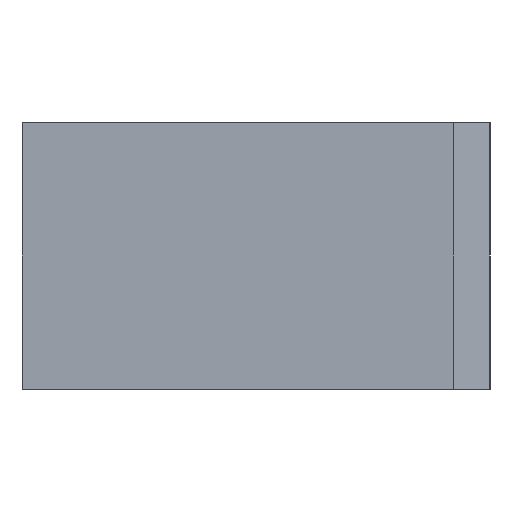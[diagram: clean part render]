
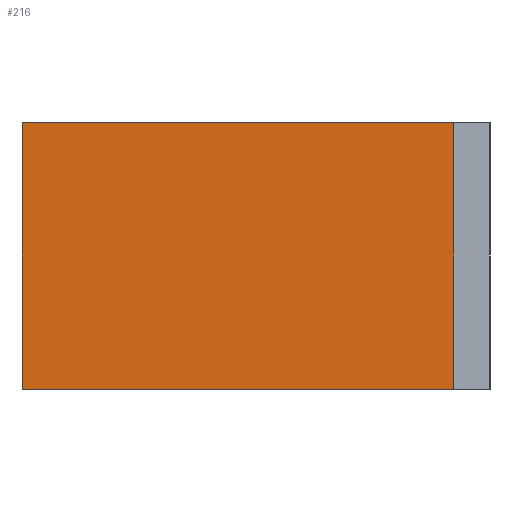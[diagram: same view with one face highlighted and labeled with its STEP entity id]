
A CAD part, front view. The second image highlights one B-rep face of the part: STEP entity #216.
In plain terms, the highlighted face is a extrusion surface.
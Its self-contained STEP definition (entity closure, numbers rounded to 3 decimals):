
#40=CARTESIAN_POINT('Vertex',(387.131,2.859,82.)) ;
#56=CARTESIAN_POINT('Vertex',(387.131,2.859,0.)) ;
#59=CARTESIAN_POINT('Line Origine',(387.131,2.859,41.)) ;
#153=CARTESIAN_POINT('Vertex',(519.741,-1.621,82.)) ;
#156=CARTESIAN_POINT('Line Origine',(519.741,-1.621,41.)) ;
#160=CARTESIAN_POINT('Vertex',(519.741,-1.621,0.)) ;
#176=CARTESIAN_POINT('Control Point',(519.741,-1.621,0.)) ;
#177=CARTESIAN_POINT('Control Point',(498.612,-0.904,0.)) ;
#178=CARTESIAN_POINT('Control Point',(477.484,-0.186,0.)) ;
#179=CARTESIAN_POINT('Control Point',(456.355,0.531,0.)) ;
#180=CARTESIAN_POINT('Control Point',(429.826,1.429,0.)) ;
#181=CARTESIAN_POINT('Control Point',(403.297,2.319,0.)) ;
#182=CARTESIAN_POINT('Control Point',(397.901,2.5,0.)) ;
#183=CARTESIAN_POINT('Control Point',(392.512,2.68,0.)) ;
#184=CARTESIAN_POINT('Control Point',(387.131,2.859,0.)) ;
#189=CARTESIAN_POINT('Control Point',(519.741,-1.621,82.)) ;
#190=CARTESIAN_POINT('Control Point',(498.612,-0.904,82.)) ;
#191=CARTESIAN_POINT('Control Point',(477.484,-0.186,82.)) ;
#192=CARTESIAN_POINT('Control Point',(456.355,0.531,82.)) ;
#193=CARTESIAN_POINT('Control Point',(429.826,1.429,82.)) ;
#194=CARTESIAN_POINT('Control Point',(403.297,2.319,82.)) ;
#195=CARTESIAN_POINT('Control Point',(397.901,2.5,82.)) ;
#196=CARTESIAN_POINT('Control Point',(392.512,2.68,82.)) ;
#197=CARTESIAN_POINT('Control Point',(387.131,2.859,82.)) ;
#200=CARTESIAN_POINT('Control Point',(519.741,-1.621,0.)) ;
#201=CARTESIAN_POINT('Control Point',(498.612,-0.904,0.)) ;
#202=CARTESIAN_POINT('Control Point',(477.484,-0.186,0.)) ;
#203=CARTESIAN_POINT('Control Point',(456.355,0.531,0.)) ;
#204=CARTESIAN_POINT('Control Point',(429.826,1.429,0.)) ;
#205=CARTESIAN_POINT('Control Point',(403.297,2.319,0.)) ;
#206=CARTESIAN_POINT('Control Point',(397.901,2.5,0.)) ;
#207=CARTESIAN_POINT('Control Point',(392.512,2.68,0.)) ;
#208=CARTESIAN_POINT('Control Point',(387.131,2.859,0.)) ;
#61=VECTOR('Line Direction',#60,1.) ;
#158=VECTOR('Line Direction',#157,1.) ;
#186=VECTOR('Extrusion Surface Vector',#185,1.) ;
#60=DIRECTION('Vector Direction',(0.,0.,1.)) ;
#157=DIRECTION('Vector Direction',(0.,0.,1.)) ;
#185=DIRECTION('Vector Direction',(0.,0.,1.)) ;
#62=LINE('Line',#59,#61) ;
#159=LINE('Line',#156,#158) ;
#63=EDGE_CURVE('',#57,#41,#62,.T.) ;
#162=EDGE_CURVE('',#161,#154,#159,.T.) ;
#198=EDGE_CURVE('',#154,#41,#188,.T.) ;
#209=EDGE_CURVE('',#161,#57,#199,.T.) ;
#211=ORIENTED_EDGE('',*,*,#198,.T.) ;
#212=ORIENTED_EDGE('',*,*,#63,.F.) ;
#213=ORIENTED_EDGE('',*,*,#209,.F.) ;
#214=ORIENTED_EDGE('',*,*,#162,.T.) ;
#210=EDGE_LOOP('',(#211,#212,#213,#214)) ;
#41=VERTEX_POINT('',#40) ;
#57=VERTEX_POINT('',#56) ;
#154=VERTEX_POINT('',#153) ;
#161=VERTEX_POINT('',#160) ;
#216=ADVANCED_FACE('PartBody',(#215),#187,.F.) ;
#175=B_SPLINE_CURVE_WITH_KNOTS('',5,(#176,#177,#178,#179,#180,#181,#182,#183,#184),.UNSPECIFIED.,.F.,.U.,(6,3,6),(0.,105.675,132.686),.UNSPECIFIED.) ;
#188=B_SPLINE_CURVE_WITH_KNOTS('',5,(#189,#190,#191,#192,#193,#194,#195,#196,#197),.UNSPECIFIED.,.F.,.U.,(6,3,6),(500000.,500105.704,500132.721),.UNSPECIFIED.) ;
#199=B_SPLINE_CURVE_WITH_KNOTS('',5,(#200,#201,#202,#203,#204,#205,#206,#207,#208),.UNSPECIFIED.,.F.,.U.,(6,3,6),(500000.,500105.704,500132.721),.UNSPECIFIED.) ;
#215=FACE_OUTER_BOUND('',#210,.T.) ;
#187=SURFACE_OF_LINEAR_EXTRUSION('generated tabulated cylinder',#175,#186) ;
